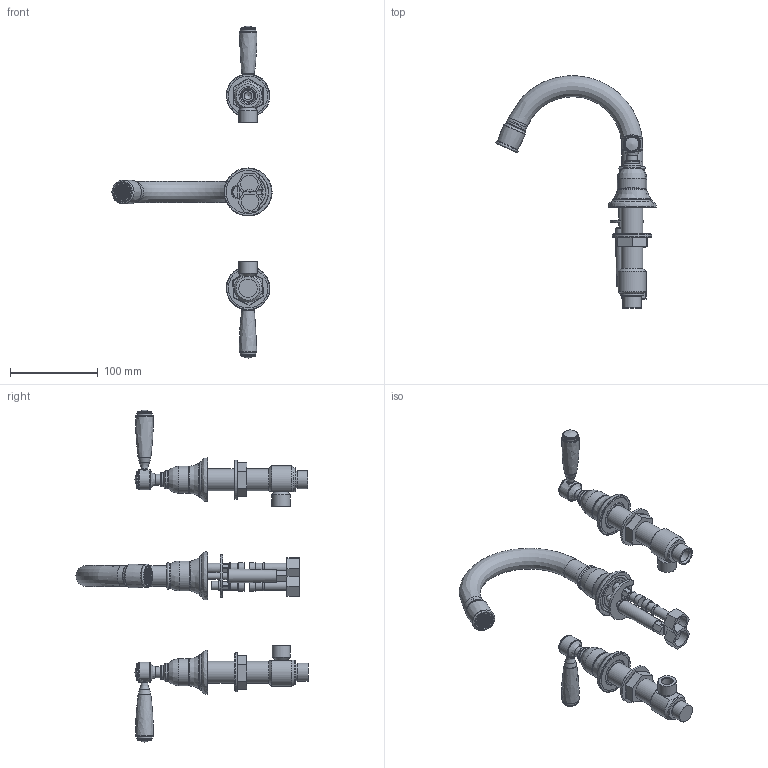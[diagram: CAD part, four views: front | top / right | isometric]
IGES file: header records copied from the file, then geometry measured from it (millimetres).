
Global section: file name: V2K16-M-NP; native system: Autodesk Inventor 2018; preprocessor: unknown; author: aduggalther; date: 20180907.121525; units: millimetre
Bounding box: 182.91 x 265.5 x 379.4 mm (x, y, z)
Volume: 380497.6 mm3; surface area: 188843.4 mm2
Topology: 48 solids, 49 shells, 3081 faces, 8130 edges, 5395 vertices
Faces by surface type: bspline 3081
